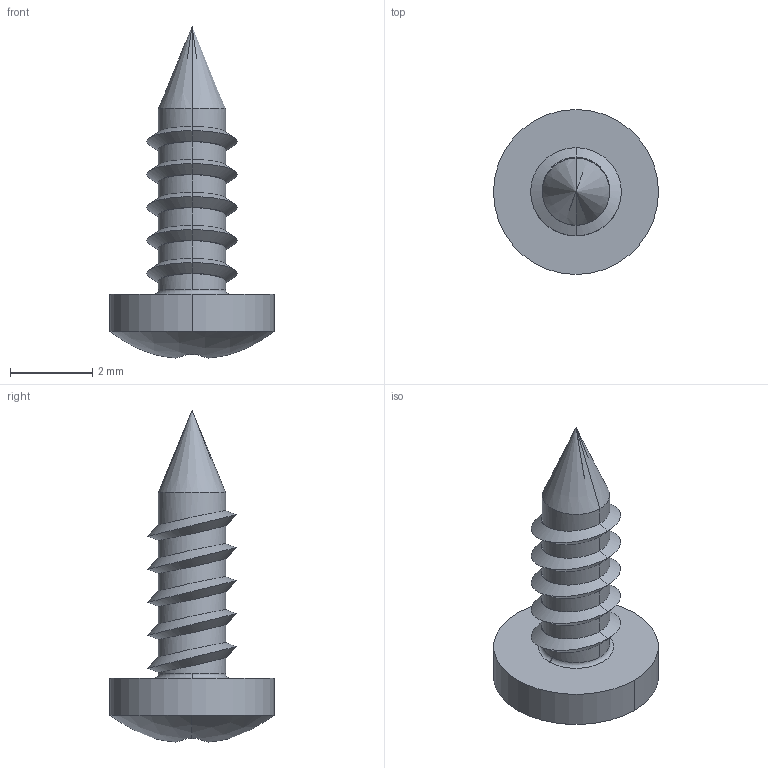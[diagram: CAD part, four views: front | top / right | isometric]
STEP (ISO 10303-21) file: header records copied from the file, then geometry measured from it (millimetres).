
FILE_DESCRIPTION(('STEP AP214'),'1');
FILE_NAME('din_iso_7049_st2_2x6_5_c_h.stp','2020-03-16T08:01:32',('TraceParts'),('TraceParts S.A.'),'Spatial InterOp 3D',' ',' ');
FILE_SCHEMA(('AUTOMOTIVE_DESIGN { 1 0 10303 214 1 1 1 1 }'));
Length unit declared in the file: millimetre
Products named in the file (1): din_iso_7049_st2_2x6_5_c_h
Bounding box: 4 x 4 x 8.05 mm (x, y, z)
Volume: 27.2 mm3; surface area: 77.6 mm2
Topology: 1 solids, 1 shells, 64 faces, 165 edges, 102 vertices
Faces by surface type: plane 24, cone 22, cylinder 14, torus 2, sphere 2
Entity records: 2105 total; most frequent: CARTESIAN_POINT 510, DIRECTION 356, ORIENTED_EDGE 326, EDGE_CURVE 163, AXIS2_PLACEMENT_3D 148, VERTEX_POINT 102, EDGE_LOOP 65, ADVANCED_FACE 64
